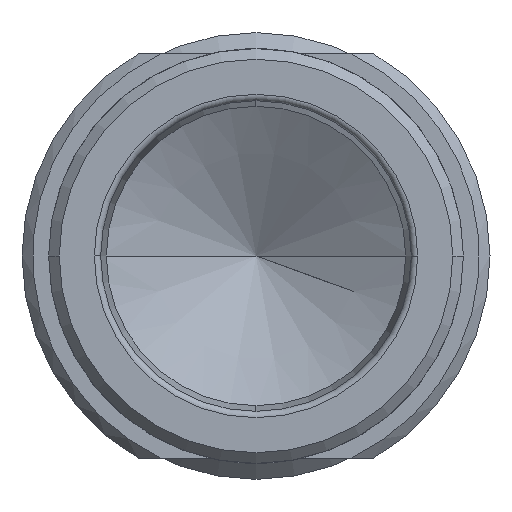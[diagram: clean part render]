
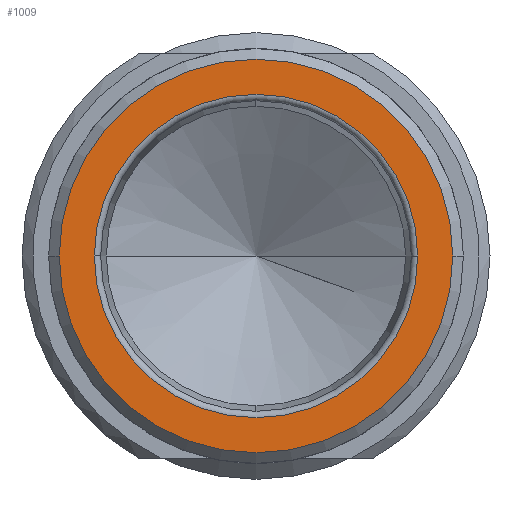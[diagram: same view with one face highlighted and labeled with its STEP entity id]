
A CAD part, left-side view. The second image highlights one B-rep face of the part: STEP entity #1009.
In plain terms, the highlighted planar face has unit normal (-1, 0, 0).
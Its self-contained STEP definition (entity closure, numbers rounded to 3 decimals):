
#278=CARTESIAN_POINT('',(-31.,0.,0.));
#279=DIRECTION('',(-1.,0.,0.));
#280=DIRECTION('',(0.,1.,0.));
#281=AXIS2_PLACEMENT_3D('',#278,#279,#280);
#283=CARTESIAN_POINT('',(-31.,0.,0.));
#284=DIRECTION('',(-1.,0.,0.));
#285=DIRECTION('',(0.,-1.,0.));
#286=AXIS2_PLACEMENT_3D('',#283,#284,#285);
#288=CARTESIAN_POINT('',(-31.,0.,0.));
#289=DIRECTION('',(-1.,0.,0.));
#290=DIRECTION('',(0.,1.,0.));
#291=AXIS2_PLACEMENT_3D('',#288,#289,#290);
#293=CARTESIAN_POINT('',(-31.,0.,0.));
#294=DIRECTION('',(-1.,0.,0.));
#295=DIRECTION('',(0.,-1.,0.));
#296=AXIS2_PLACEMENT_3D('',#293,#294,#295);
#610=CARTESIAN_POINT('',(-31.,7.6,0.));
#611=CARTESIAN_POINT('',(-31.,-7.6,0.));
#612=VERTEX_POINT('',#610);
#613=VERTEX_POINT('',#611);
#614=CARTESIAN_POINT('',(-31.,9.25,0.));
#615=CARTESIAN_POINT('',(-31.,-9.25,0.));
#616=VERTEX_POINT('',#614);
#617=VERTEX_POINT('',#615);
#993=CARTESIAN_POINT('',(-31.,0.,0.));
#994=DIRECTION('',(-1.,0.,0.));
#995=DIRECTION('',(0.,1.,0.));
#996=AXIS2_PLACEMENT_3D('',#993,#994,#995);
#997=PLANE('',#996);
#999=ORIENTED_EDGE('',*,*,#998,.F.);
#1000=ORIENTED_EDGE('',*,*,#983,.F.);
#1001=EDGE_LOOP('',(#999,#1000));
#1002=FACE_OUTER_BOUND('',#1001,.F.);
#1004=ORIENTED_EDGE('',*,*,#1003,.T.);
#1006=ORIENTED_EDGE('',*,*,#1005,.T.);
#1007=EDGE_LOOP('',(#1004,#1006));
#1008=FACE_BOUND('',#1007,.F.);
#1009=ADVANCED_FACE('',(#1002,#1008),#997,.T.);
#282=CIRCLE('',#281,7.6);
#287=CIRCLE('',#286,7.6);
#292=CIRCLE('',#291,9.25);
#297=CIRCLE('',#296,9.25);
#983=EDGE_CURVE('',#617,#616,#297,.T.);
#998=EDGE_CURVE('',#616,#617,#292,.T.);
#1003=EDGE_CURVE('',#612,#613,#282,.T.);
#1005=EDGE_CURVE('',#613,#612,#287,.T.);
